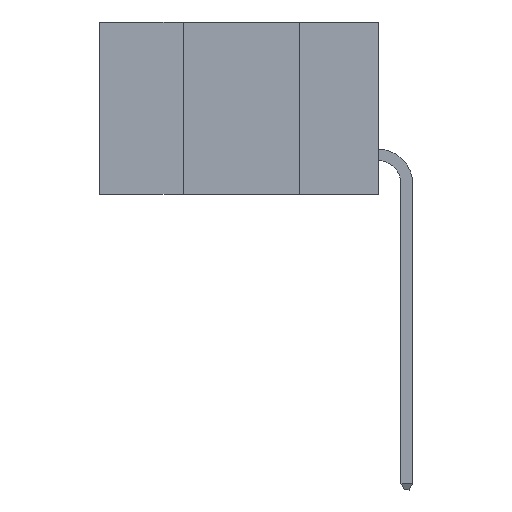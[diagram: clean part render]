
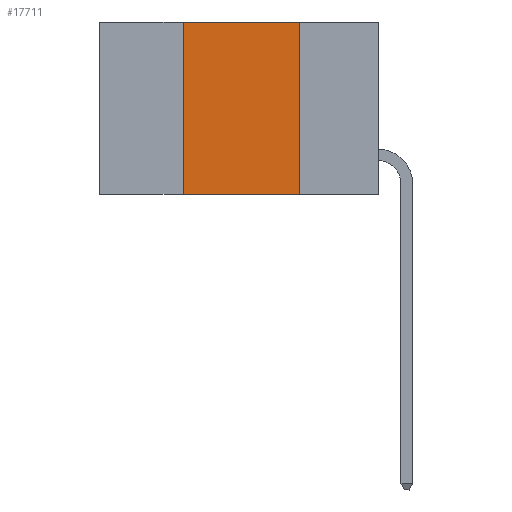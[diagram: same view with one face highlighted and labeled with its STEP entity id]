
A CAD part, left-side view. The second image highlights one B-rep face of the part: STEP entity #17711.
In plain terms, the highlighted planar face has unit normal (-1, 0, 0).
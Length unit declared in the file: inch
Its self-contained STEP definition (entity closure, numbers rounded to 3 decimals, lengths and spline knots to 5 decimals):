
#93 = CARTESIAN_POINT ( 'NONE',  ( 0., 0.17, -0.37 ) ) ;
#495 = DIRECTION ( 'NONE',  ( 1., 0., 0. ) ) ;
#719 = LINE ( 'NONE', #4797, #5902 ) ;
#1427 = CARTESIAN_POINT ( 'NONE',  ( 0., 0.17, 0. ) ) ;
#1598 = ORIENTED_EDGE ( 'NONE', *, *, #6080, .F. ) ;
#1712 = CARTESIAN_POINT ( 'NONE',  ( 0., 0.6, 0. ) ) ;
#1830 = DIRECTION ( 'NONE',  ( 0., -1., 0. ) ) ;
#1984 = ORIENTED_EDGE ( 'NONE', *, *, #6367, .F. ) ;
#2060 = LINE ( 'NONE', #17137, #2971 ) ;
#2078 = LINE ( 'NONE', #4345, #5882 ) ;
#2971 = VECTOR ( 'NONE', #11276, 39.37008 ) ;
#3234 = VERTEX_POINT ( 'NONE', #9371 ) ;
#4064 = CARTESIAN_POINT ( 'NONE',  ( 0., 0.42, 0. ) ) ;
#4345 = CARTESIAN_POINT ( 'NONE',  ( 0., 0.6, 0. ) ) ;
#4797 = CARTESIAN_POINT ( 'NONE',  ( 0., 0.6, -0.37 ) ) ;
#5684 = EDGE_CURVE ( 'NONE', #3234, #6336, #719, .T. ) ;
#5882 = VECTOR ( 'NONE', #18432, 39.37008 ) ;
#5902 = VECTOR ( 'NONE', #1830, 39.37008 ) ;
#6080 = EDGE_CURVE ( 'NONE', #11962, #6415, #2078, .T. ) ;
#6336 = VERTEX_POINT ( 'NONE', #93 ) ;
#6367 = EDGE_CURVE ( 'NONE', #3234, #11962, #2060, .T. ) ;
#6415 = VERTEX_POINT ( 'NONE', #1427 ) ;
#6789 = EDGE_CURVE ( 'NONE', #6415, #6336, #10317, .T. ) ;
#9371 = CARTESIAN_POINT ( 'NONE',  ( 0., 0.42, -0.37 ) ) ;
#9933 = DIRECTION ( 'NONE',  ( 0., 0., -1. ) ) ;
#10045 = ORIENTED_EDGE ( 'NONE', *, *, #6789, .F. ) ;
#10102 = PLANE ( 'NONE',  #10733 ) ;
#10317 = LINE ( 'NONE', #15823, #16132 ) ;
#10733 = AXIS2_PLACEMENT_3D ( 'NONE', #1712, #495, #11734 ) ;
#11276 = DIRECTION ( 'NONE',  ( 0., 0., 1. ) ) ;
#11734 = DIRECTION ( 'NONE',  ( 0., 0., -1. ) ) ;
#11962 = VERTEX_POINT ( 'NONE', #4064 ) ;
#13898 = FACE_OUTER_BOUND ( 'NONE', #18135, .T. ) ;
#15823 = CARTESIAN_POINT ( 'NONE',  ( 0., 0.17, 0. ) ) ;
#15877 = ORIENTED_EDGE ( 'NONE', *, *, #5684, .T. ) ;
#16132 = VECTOR ( 'NONE', #9933, 39.37008 ) ;
#17137 = CARTESIAN_POINT ( 'NONE',  ( 0., 0.42, 0. ) ) ;
#17711 = ADVANCED_FACE ( 'NONE', ( #13898 ), #10102, .F. ) ;
#18135 = EDGE_LOOP ( 'NONE', ( #10045, #1598, #1984, #15877 ) ) ;
#18432 = DIRECTION ( 'NONE',  ( 0., -1., 0. ) ) ;
